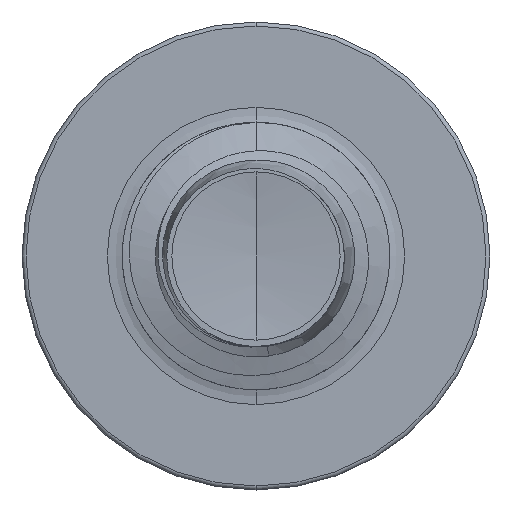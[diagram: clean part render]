
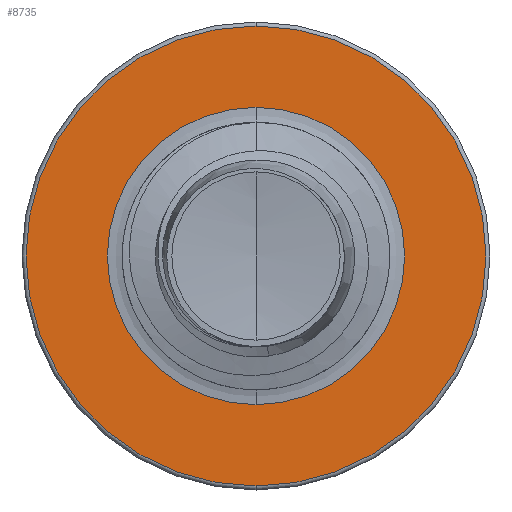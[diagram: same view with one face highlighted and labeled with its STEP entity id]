
A CAD part, front view. The second image highlights one B-rep face of the part: STEP entity #8735.
In plain terms, the highlighted planar face has unit normal (0, -1, 0).
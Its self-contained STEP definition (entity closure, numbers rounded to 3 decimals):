
#214 = CARTESIAN_POINT ( 'NONE',  ( 0., 3.5, 0. ) ) ;
#464 = ORIENTED_EDGE ( 'NONE', *, *, #3839, .F. ) ;
#1752 = DIRECTION ( 'NONE',  ( 0., 0., 1. ) ) ;
#2008 = AXIS2_PLACEMENT_3D ( 'NONE', #11023, #6185, #14252 ) ;
#3490 = ORIENTED_EDGE ( 'NONE', *, *, #11688, .F. ) ;
#3633 = CARTESIAN_POINT ( 'NONE',  ( 0., 3.5, 1.72 ) ) ;
#3839 = EDGE_CURVE ( 'NONE', #10534, #10550, #9382, .T. ) ;
#4659 = CIRCLE ( 'NONE', #12480, 1.112 ) ;
#4705 = EDGE_CURVE ( 'NONE', #12834, #4708, #9758, .T. ) ;
#4708 = VERTEX_POINT ( 'NONE', #13272 ) ;
#5565 = EDGE_LOOP ( 'NONE', ( #3490, #464 ) ) ;
#5638 = FACE_BOUND ( 'NONE', #7120, .T. ) ;
#6185 = DIRECTION ( 'NONE',  ( 0., 1., 0. ) ) ;
#6375 = DIRECTION ( 'NONE',  ( 0., 1., 0. ) ) ;
#7120 = EDGE_LOOP ( 'NONE', ( #13386, #15242 ) ) ;
#7879 = CARTESIAN_POINT ( 'NONE',  ( 0., 3.5, 1.112 ) ) ;
#8117 = EDGE_CURVE ( 'NONE', #4708, #12834, #4659, .T. ) ;
#8488 = AXIS2_PLACEMENT_3D ( 'NONE', #13104, #13059, #13035 ) ;
#8586 = CARTESIAN_POINT ( 'NONE',  ( 0., 3.5, -1.72 ) ) ;
#8605 = FACE_OUTER_BOUND ( 'NONE', #5565, .T. ) ;
#8735 = ADVANCED_FACE ( 'NONE', ( #8605, #5638 ), #13221, .F. ) ;
#9144 = DIRECTION ( 'NONE',  ( 0., 1., 0. ) ) ;
#9382 = CIRCLE ( 'NONE', #10371, 1.72 ) ;
#9758 = CIRCLE ( 'NONE', #8488, 1.112 ) ;
#10371 = AXIS2_PLACEMENT_3D ( 'NONE', #15422, #15401, #15388 ) ;
#10534 = VERTEX_POINT ( 'NONE', #8586 ) ;
#10550 = VERTEX_POINT ( 'NONE', #3633 ) ;
#11023 = CARTESIAN_POINT ( 'NONE',  ( 0., 3.5, -1.112 ) ) ;
#11688 = EDGE_CURVE ( 'NONE', #10550, #10534, #14300, .T. ) ;
#12480 = AXIS2_PLACEMENT_3D ( 'NONE', #214, #9144, #1752 ) ;
#12834 = VERTEX_POINT ( 'NONE', #7879 ) ;
#13035 = DIRECTION ( 'NONE',  ( 0., 0., 1. ) ) ;
#13059 = DIRECTION ( 'NONE',  ( 0., 1., 0. ) ) ;
#13104 = CARTESIAN_POINT ( 'NONE',  ( 0., 3.5, 0. ) ) ;
#13221 = PLANE ( 'NONE',  #2008 ) ;
#13272 = CARTESIAN_POINT ( 'NONE',  ( 0., 3.5, -1.112 ) ) ;
#13364 = CARTESIAN_POINT ( 'NONE',  ( 0., 3.5, 0. ) ) ;
#13386 = ORIENTED_EDGE ( 'NONE', *, *, #4705, .T. ) ;
#14252 = DIRECTION ( 'NONE',  ( 0., 0., 1. ) ) ;
#14300 = CIRCLE ( 'NONE', #14555, 1.72 ) ;
#14400 = DIRECTION ( 'NONE',  ( 0., 0., 1. ) ) ;
#14555 = AXIS2_PLACEMENT_3D ( 'NONE', #13364, #6375, #14400 ) ;
#15242 = ORIENTED_EDGE ( 'NONE', *, *, #8117, .T. ) ;
#15388 = DIRECTION ( 'NONE',  ( 0., 0., 1. ) ) ;
#15401 = DIRECTION ( 'NONE',  ( 0., 1., 0. ) ) ;
#15422 = CARTESIAN_POINT ( 'NONE',  ( 0., 3.5, 0. ) ) ;
